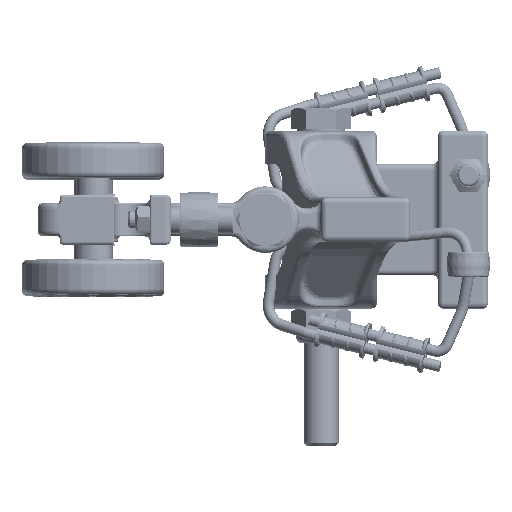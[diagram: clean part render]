
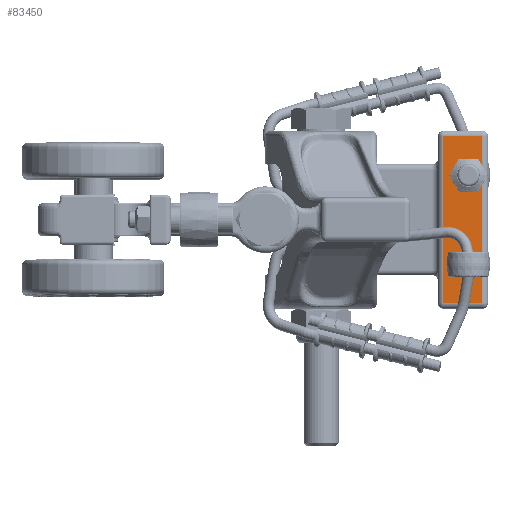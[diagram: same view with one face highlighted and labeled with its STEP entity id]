
A CAD part, left-side view. The second image highlights one B-rep face of the part: STEP entity #83450.
In plain terms, the highlighted planar face has unit normal (-1, 0, 0).
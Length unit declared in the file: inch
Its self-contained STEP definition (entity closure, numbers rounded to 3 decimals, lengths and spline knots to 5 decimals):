
#82248=CARTESIAN_POINT('',(-0.71875,-0.6875,1.28125));
#82249=VERTEX_POINT('',#82248);
#82250=CARTESIAN_POINT('',(-0.71875,-0.6875,1.));
#82251=DIRECTION('',(1.0,0.0,0.0));
#82252=DIRECTION('',(0.0,0.0,-1.0));
#82253=AXIS2_PLACEMENT_3D('',#82250,#82251,#82252);
#82254=CIRCLE('',#82253,0.28125);
#82255=EDGE_CURVE('',#82249,#82249,#82254,.T.);
#82297=CARTESIAN_POINT('',(-0.71875,-0.6875,-0.71875));
#82298=VERTEX_POINT('',#82297);
#82299=CARTESIAN_POINT('',(-0.71875,-0.6875,-1.));
#82300=DIRECTION('',(1.0,0.0,0.0));
#82301=DIRECTION('',(0.0,0.0,-1.0));
#82302=AXIS2_PLACEMENT_3D('',#82299,#82300,#82301);
#82303=CIRCLE('',#82302,0.28125);
#82304=EDGE_CURVE('',#82298,#82298,#82303,.T.);
#83255=CARTESIAN_POINT('',(-0.71875,-0.125,-1.875));
#83256=VERTEX_POINT('',#83255);
#83272=CARTESIAN_POINT('',(-0.71875,-1.,-1.875));
#83273=VERTEX_POINT('',#83272);
#83281=CARTESIAN_POINT('',(-0.71875,-1.,-1.875));
#83282=DIRECTION('',(0.0,1.0,0.0));
#83283=VECTOR('',#83282,0.875);
#83284=LINE('',#83281,#83283);
#83285=EDGE_CURVE('',#83273,#83256,#83284,.T.);
#83402=CARTESIAN_POINT('',(-0.71875,-0.125,1.875));
#83403=VERTEX_POINT('',#83402);
#83404=CARTESIAN_POINT('',(-0.71875,-0.125,-1.875));
#83405=DIRECTION('',(0.0,0.0,1.0));
#83406=VECTOR('',#83405,3.75);
#83407=LINE('',#83404,#83406);
#83408=EDGE_CURVE('',#83256,#83403,#83407,.T.);
#83421=CARTESIAN_POINT('',(-0.71875,-1.,0.0));
#83422=DIRECTION('',(-1.0,0.0,0.0));
#83423=DIRECTION('',(0.0,0.0,1.0));
#83424=AXIS2_PLACEMENT_3D('',#83421,#83422,#83423);
#83425=PLANE('',#83424);
#83426=ORIENTED_EDGE('',*,*,#83285,.F.);
#83427=CARTESIAN_POINT('',(-0.71875,-1.,1.875));
#83428=VERTEX_POINT('',#83427);
#83429=CARTESIAN_POINT('',(-0.71875,-1.,-1.875));
#83430=DIRECTION('',(0.0,0.0,1.0));
#83431=VECTOR('',#83430,3.75);
#83432=LINE('',#83429,#83431);
#83433=EDGE_CURVE('',#83273,#83428,#83432,.T.);
#83434=ORIENTED_EDGE('',*,*,#83433,.T.);
#83435=CARTESIAN_POINT('',(-0.71875,-0.125,1.875));
#83436=DIRECTION('',(0.0,-1.0,0.0));
#83437=VECTOR('',#83436,0.875);
#83438=LINE('',#83435,#83437);
#83439=EDGE_CURVE('',#83403,#83428,#83438,.T.);
#83440=ORIENTED_EDGE('',*,*,#83439,.F.);
#83441=ORIENTED_EDGE('',*,*,#83408,.F.);
#83442=EDGE_LOOP('',(#83426,#83434,#83440,#83441));
#83443=FACE_OUTER_BOUND('',#83442,.T.);
#83444=ORIENTED_EDGE('',*,*,#82255,.T.);
#83445=EDGE_LOOP('',(#83444));
#83446=FACE_BOUND('',#83445,.T.);
#83447=ORIENTED_EDGE('',*,*,#82304,.T.);
#83448=EDGE_LOOP('',(#83447));
#83449=FACE_BOUND('',#83448,.T.);
#83450=ADVANCED_FACE('',(#83443,#83446,#83449),#83425,.T.);
